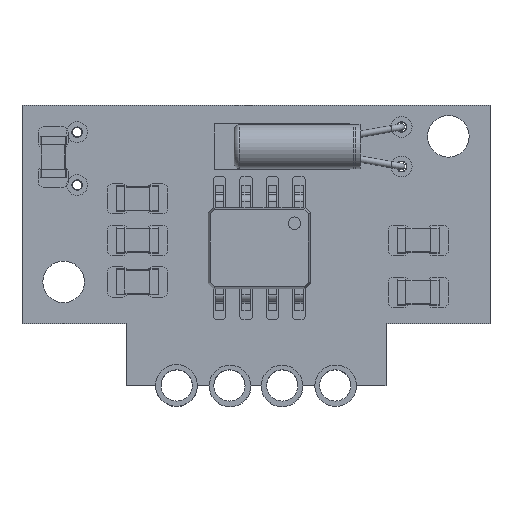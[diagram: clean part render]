
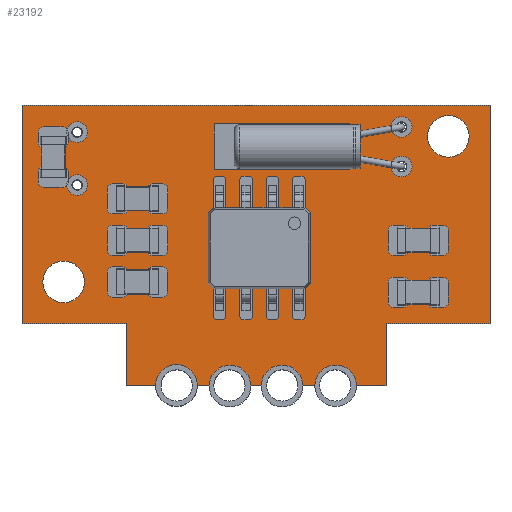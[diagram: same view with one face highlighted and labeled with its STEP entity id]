
A CAD part, top view. The second image highlights one B-rep face of the part: STEP entity #23192.
In plain terms, the highlighted planar face has unit normal (0, 0, 1).
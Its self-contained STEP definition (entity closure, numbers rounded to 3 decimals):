
#22914 = VERTEX_POINT('',#22915);
#22915 = CARTESIAN_POINT('',(11.25,3.,1.6));
#22921 = EDGE_CURVE('',#22914,#22922,#22924,.T.);
#22922 = VERTEX_POINT('',#22923);
#22923 = CARTESIAN_POINT('',(6.25,3.,1.6));
#22924 = LINE('',#22925,#22926);
#22925 = CARTESIAN_POINT('',(11.25,3.,1.6));
#22926 = VECTOR('',#22927,1.);
#22927 = DIRECTION('',(-1.,0.,0.));
#22954 = VERTEX_POINT('',#22955);
#22955 = CARTESIAN_POINT('',(11.25,13.5,1.6));
#22961 = EDGE_CURVE('',#22954,#22914,#22962,.T.);
#22962 = LINE('',#22963,#22964);
#22963 = CARTESIAN_POINT('',(11.25,13.5,1.6));
#22964 = VECTOR('',#22965,1.);
#22965 = DIRECTION('',(0.,-1.,0.));
#22983 = EDGE_CURVE('',#22922,#22984,#22986,.T.);
#22984 = VERTEX_POINT('',#22985);
#22985 = CARTESIAN_POINT('',(6.25,0.,1.6));
#22986 = LINE('',#22987,#22988);
#22987 = CARTESIAN_POINT('',(6.25,3.,1.6));
#22988 = VECTOR('',#22989,1.);
#22989 = DIRECTION('',(0.,-1.,0.));
#23192 = ADVANCED_FACE('',(#23193,#23304,#23315,#23326,#23337,#23348,
    #23359),#23370,.T.);
#23193 = FACE_BOUND('',#23194,.T.);
#23194 = EDGE_LOOP('',(#23195,#23196,#23197,#23205,#23213,#23221,#23229,
    #23237,#23246,#23254,#23263,#23271,#23280,#23288,#23297,#23303));
#23195 = ORIENTED_EDGE('',*,*,#22921,.F.);
#23196 = ORIENTED_EDGE('',*,*,#22961,.F.);
#23197 = ORIENTED_EDGE('',*,*,#23198,.F.);
#23198 = EDGE_CURVE('',#23199,#22954,#23201,.T.);
#23199 = VERTEX_POINT('',#23200);
#23200 = CARTESIAN_POINT('',(-11.25,13.5,1.6));
#23201 = LINE('',#23202,#23203);
#23202 = CARTESIAN_POINT('',(-11.25,13.5,1.6));
#23203 = VECTOR('',#23204,1.);
#23204 = DIRECTION('',(1.,0.,0.));
#23205 = ORIENTED_EDGE('',*,*,#23206,.F.);
#23206 = EDGE_CURVE('',#23207,#23199,#23209,.T.);
#23207 = VERTEX_POINT('',#23208);
#23208 = CARTESIAN_POINT('',(-11.25,3.,1.6));
#23209 = LINE('',#23210,#23211);
#23210 = CARTESIAN_POINT('',(-11.25,3.,1.6));
#23211 = VECTOR('',#23212,1.);
#23212 = DIRECTION('',(0.,1.,0.));
#23213 = ORIENTED_EDGE('',*,*,#23214,.F.);
#23214 = EDGE_CURVE('',#23215,#23207,#23217,.T.);
#23215 = VERTEX_POINT('',#23216);
#23216 = CARTESIAN_POINT('',(-6.25,3.,1.6));
#23217 = LINE('',#23218,#23219);
#23218 = CARTESIAN_POINT('',(-6.25,3.,1.6));
#23219 = VECTOR('',#23220,1.);
#23220 = DIRECTION('',(-1.,0.,0.));
#23221 = ORIENTED_EDGE('',*,*,#23222,.F.);
#23222 = EDGE_CURVE('',#23223,#23215,#23225,.T.);
#23223 = VERTEX_POINT('',#23224);
#23224 = CARTESIAN_POINT('',(-6.25,0.,1.6));
#23225 = LINE('',#23226,#23227);
#23226 = CARTESIAN_POINT('',(-6.25,0.,1.6));
#23227 = VECTOR('',#23228,1.);
#23228 = DIRECTION('',(0.,1.,0.));
#23229 = ORIENTED_EDGE('',*,*,#23230,.F.);
#23230 = EDGE_CURVE('',#23231,#23223,#23233,.T.);
#23231 = VERTEX_POINT('',#23232);
#23232 = CARTESIAN_POINT('',(-4.565,0.,1.6));
#23233 = LINE('',#23234,#23235);
#23234 = CARTESIAN_POINT('',(6.25,0.,1.6));
#23235 = VECTOR('',#23236,1.);
#23236 = DIRECTION('',(-1.,0.,0.));
#23237 = ORIENTED_EDGE('',*,*,#23238,.T.);
#23238 = EDGE_CURVE('',#23231,#23239,#23241,.T.);
#23239 = VERTEX_POINT('',#23240);
#23240 = CARTESIAN_POINT('',(-3.065,0.,1.6));
#23241 = CIRCLE('',#23242,0.75);
#23242 = AXIS2_PLACEMENT_3D('',#23243,#23244,#23245);
#23243 = CARTESIAN_POINT('',(-3.815,0.022,1.6));
#23244 = DIRECTION('',(-0.,0.,-1.));
#23245 = DIRECTION('',(0.,-1.,-0.));
#23246 = ORIENTED_EDGE('',*,*,#23247,.F.);
#23247 = EDGE_CURVE('',#23248,#23239,#23250,.T.);
#23248 = VERTEX_POINT('',#23249);
#23249 = CARTESIAN_POINT('',(-2.025,0.,1.6));
#23250 = LINE('',#23251,#23252);
#23251 = CARTESIAN_POINT('',(6.25,0.,1.6));
#23252 = VECTOR('',#23253,1.);
#23253 = DIRECTION('',(-1.,0.,0.));
#23254 = ORIENTED_EDGE('',*,*,#23255,.T.);
#23255 = EDGE_CURVE('',#23248,#23256,#23258,.T.);
#23256 = VERTEX_POINT('',#23257);
#23257 = CARTESIAN_POINT('',(-0.525,0.,1.6));
#23258 = CIRCLE('',#23259,0.75);
#23259 = AXIS2_PLACEMENT_3D('',#23260,#23261,#23262);
#23260 = CARTESIAN_POINT('',(-1.275,0.022,1.6));
#23261 = DIRECTION('',(-0.,0.,-1.));
#23262 = DIRECTION('',(-0.,-1.,0.));
#23263 = ORIENTED_EDGE('',*,*,#23264,.F.);
#23264 = EDGE_CURVE('',#23265,#23256,#23267,.T.);
#23265 = VERTEX_POINT('',#23266);
#23266 = CARTESIAN_POINT('',(0.515,0.,1.6));
#23267 = LINE('',#23268,#23269);
#23268 = CARTESIAN_POINT('',(6.25,0.,1.6));
#23269 = VECTOR('',#23270,1.);
#23270 = DIRECTION('',(-1.,0.,0.));
#23271 = ORIENTED_EDGE('',*,*,#23272,.T.);
#23272 = EDGE_CURVE('',#23265,#23273,#23275,.T.);
#23273 = VERTEX_POINT('',#23274);
#23274 = CARTESIAN_POINT('',(2.015,0.,1.6));
#23275 = CIRCLE('',#23276,0.75);
#23276 = AXIS2_PLACEMENT_3D('',#23277,#23278,#23279);
#23277 = CARTESIAN_POINT('',(1.265,0.022,1.6));
#23278 = DIRECTION('',(-0.,0.,-1.));
#23279 = DIRECTION('',(0.,-1.,0.));
#23280 = ORIENTED_EDGE('',*,*,#23281,.F.);
#23281 = EDGE_CURVE('',#23282,#23273,#23284,.T.);
#23282 = VERTEX_POINT('',#23283);
#23283 = CARTESIAN_POINT('',(3.055,0.,1.6));
#23284 = LINE('',#23285,#23286);
#23285 = CARTESIAN_POINT('',(6.25,0.,1.6));
#23286 = VECTOR('',#23287,1.);
#23287 = DIRECTION('',(-1.,0.,0.));
#23288 = ORIENTED_EDGE('',*,*,#23289,.T.);
#23289 = EDGE_CURVE('',#23282,#23290,#23292,.T.);
#23290 = VERTEX_POINT('',#23291);
#23291 = CARTESIAN_POINT('',(4.555,0.,1.6));
#23292 = CIRCLE('',#23293,0.75);
#23293 = AXIS2_PLACEMENT_3D('',#23294,#23295,#23296);
#23294 = CARTESIAN_POINT('',(3.805,0.022,1.6));
#23295 = DIRECTION('',(-0.,0.,-1.));
#23296 = DIRECTION('',(0.,-1.,-0.));
#23297 = ORIENTED_EDGE('',*,*,#23298,.F.);
#23298 = EDGE_CURVE('',#22984,#23290,#23299,.T.);
#23299 = LINE('',#23300,#23301);
#23300 = CARTESIAN_POINT('',(6.25,0.,1.6));
#23301 = VECTOR('',#23302,1.);
#23302 = DIRECTION('',(-1.,0.,0.));
#23303 = ORIENTED_EDGE('',*,*,#22983,.F.);
#23304 = FACE_BOUND('',#23305,.T.);
#23305 = EDGE_LOOP('',(#23306));
#23306 = ORIENTED_EDGE('',*,*,#23307,.F.);
#23307 = EDGE_CURVE('',#23308,#23308,#23310,.T.);
#23308 = VERTEX_POINT('',#23309);
#23309 = CARTESIAN_POINT('',(-8.25,5.,1.6));
#23310 = CIRCLE('',#23311,1.);
#23311 = AXIS2_PLACEMENT_3D('',#23312,#23313,#23314);
#23312 = CARTESIAN_POINT('',(-9.25,5.,1.6));
#23313 = DIRECTION('',(0.,0.,1.));
#23314 = DIRECTION('',(1.,0.,-0.));
#23315 = FACE_BOUND('',#23316,.T.);
#23316 = EDGE_LOOP('',(#23317));
#23317 = ORIENTED_EDGE('',*,*,#23318,.T.);
#23318 = EDGE_CURVE('',#23319,#23319,#23321,.T.);
#23319 = VERTEX_POINT('',#23320);
#23320 = CARTESIAN_POINT('',(-8.6,9.41,1.6));
#23321 = CIRCLE('',#23322,0.25);
#23322 = AXIS2_PLACEMENT_3D('',#23323,#23324,#23325);
#23323 = CARTESIAN_POINT('',(-8.6,9.66,1.6));
#23324 = DIRECTION('',(-0.,0.,-1.));
#23325 = DIRECTION('',(-0.,-1.,0.));
#23326 = FACE_BOUND('',#23327,.T.);
#23327 = EDGE_LOOP('',(#23328));
#23328 = ORIENTED_EDGE('',*,*,#23329,.T.);
#23329 = EDGE_CURVE('',#23330,#23330,#23332,.T.);
#23330 = VERTEX_POINT('',#23331);
#23331 = CARTESIAN_POINT('',(-8.6,11.95,1.6));
#23332 = CIRCLE('',#23333,0.25);
#23333 = AXIS2_PLACEMENT_3D('',#23334,#23335,#23336);
#23334 = CARTESIAN_POINT('',(-8.6,12.2,1.6));
#23335 = DIRECTION('',(-0.,0.,-1.));
#23336 = DIRECTION('',(-0.,-1.,0.));
#23337 = FACE_BOUND('',#23338,.T.);
#23338 = EDGE_LOOP('',(#23339));
#23339 = ORIENTED_EDGE('',*,*,#23340,.T.);
#23340 = EDGE_CURVE('',#23341,#23341,#23343,.T.);
#23341 = VERTEX_POINT('',#23342);
#23342 = CARTESIAN_POINT('',(7.,10.3,1.6));
#23343 = CIRCLE('',#23344,0.25);
#23344 = AXIS2_PLACEMENT_3D('',#23345,#23346,#23347);
#23345 = CARTESIAN_POINT('',(7.,10.55,1.6));
#23346 = DIRECTION('',(-0.,0.,-1.));
#23347 = DIRECTION('',(-0.,-1.,0.));
#23348 = FACE_BOUND('',#23349,.T.);
#23349 = EDGE_LOOP('',(#23350));
#23350 = ORIENTED_EDGE('',*,*,#23351,.T.);
#23351 = EDGE_CURVE('',#23352,#23352,#23354,.T.);
#23352 = VERTEX_POINT('',#23353);
#23353 = CARTESIAN_POINT('',(7.,12.2,1.6));
#23354 = CIRCLE('',#23355,0.25);
#23355 = AXIS2_PLACEMENT_3D('',#23356,#23357,#23358);
#23356 = CARTESIAN_POINT('',(7.,12.45,1.6));
#23357 = DIRECTION('',(-0.,0.,-1.));
#23358 = DIRECTION('',(-0.,-1.,0.));
#23359 = FACE_BOUND('',#23360,.T.);
#23360 = EDGE_LOOP('',(#23361));
#23361 = ORIENTED_EDGE('',*,*,#23362,.F.);
#23362 = EDGE_CURVE('',#23363,#23363,#23365,.T.);
#23363 = VERTEX_POINT('',#23364);
#23364 = CARTESIAN_POINT('',(10.25,12.,1.6));
#23365 = CIRCLE('',#23366,1.);
#23366 = AXIS2_PLACEMENT_3D('',#23367,#23368,#23369);
#23367 = CARTESIAN_POINT('',(9.25,12.,1.6));
#23368 = DIRECTION('',(0.,0.,1.));
#23369 = DIRECTION('',(1.,0.,-0.));
#23370 = PLANE('',#23371);
#23371 = AXIS2_PLACEMENT_3D('',#23372,#23373,#23374);
#23372 = CARTESIAN_POINT('',(0.,0.,1.6));
#23373 = DIRECTION('',(0.,0.,1.));
#23374 = DIRECTION('',(1.,0.,-0.));
